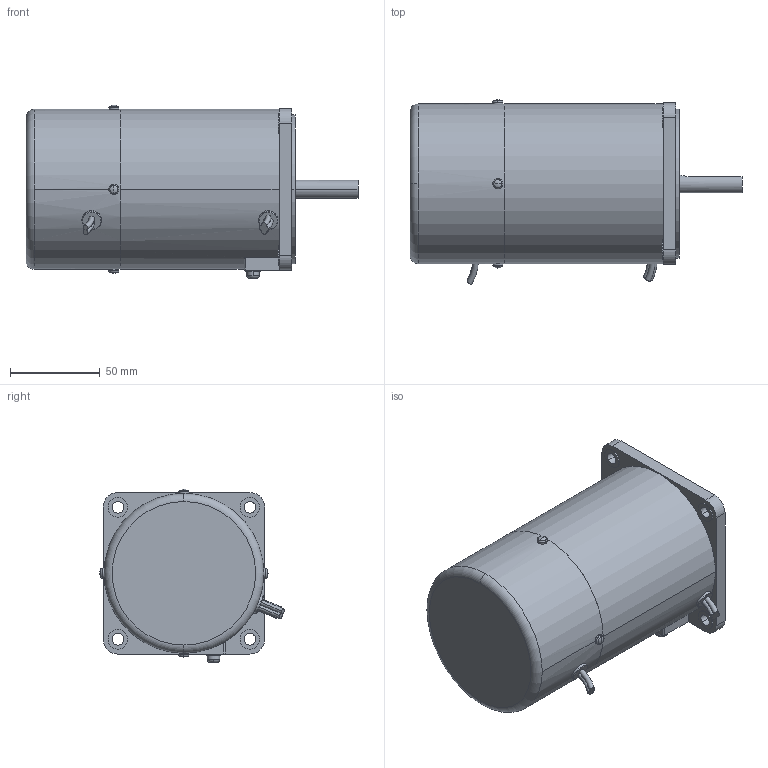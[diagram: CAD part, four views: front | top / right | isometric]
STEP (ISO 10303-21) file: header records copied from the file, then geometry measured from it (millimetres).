
FILE_DESCRIPTION( ( '' ), '1' );
FILE_NAME( '5RK40A-M.stp', '2008-07-10T11:35:07', ( '' ), ( '' ), ' ', ' ', ' ' );
FILE_SCHEMA( ( 'CONFIG_CONTROL_DESIGN' ) );
Length unit declared in the file: millimetre
Products named in the file (1): 1
Bounding box: 185 x 102.84 x 96.82 mm (x, y, z)
Volume: 944272.7 mm3; surface area: 61381.5 mm2
Topology: 1 solids, 1 shells, 163 faces, 434 edges, 283 vertices
Faces by surface type: cylinder 73, plane 48, torus 42
Entity records: 5638 total; most frequent: CARTESIAN_POINT 1376, DIRECTION 966, ORIENTED_EDGE 852, EDGE_CURVE 426, AXIS2_PLACEMENT_3D 409, VERTEX_POINT 283, CIRCLE 243, EDGE_LOOP 189
